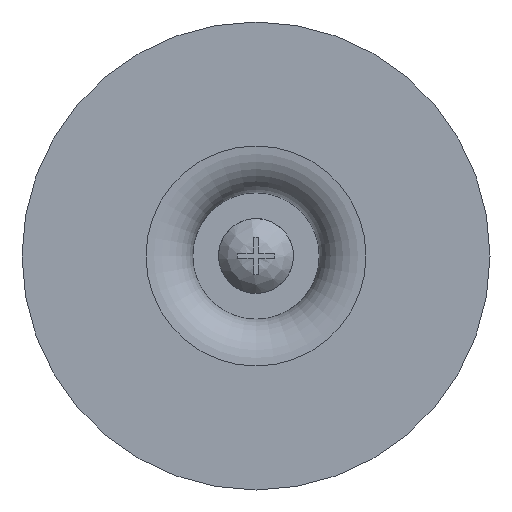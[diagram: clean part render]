
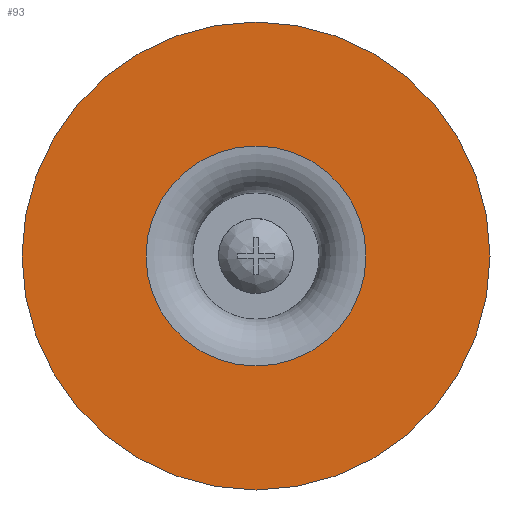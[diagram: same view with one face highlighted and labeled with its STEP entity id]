
A CAD part, front view. The second image highlights one B-rep face of the part: STEP entity #93.
In plain terms, the highlighted planar face has unit normal (0, -1, 0).
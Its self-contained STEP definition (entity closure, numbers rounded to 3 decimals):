
#93 = ADVANCED_FACE( '', ( #215, #216 ), #217, .F. );
#215 = FACE_BOUND( '', #370, .T. );
#216 = FACE_OUTER_BOUND( '', #371, .T. );
#217 = PLANE( '', #372 );
#370 = EDGE_LOOP( '', ( #608 ) );
#371 = EDGE_LOOP( '', ( #609 ) );
#372 = AXIS2_PLACEMENT_3D( '', #610, #611, #612 );
#608 = ORIENTED_EDGE( '', *, *, #925, .F. );
#609 = ORIENTED_EDGE( '', *, *, #907, .T. );
#610 = CARTESIAN_POINT( '', ( 25., 0., 0. ) );
#611 = DIRECTION( '', ( 0., 1., 0. ) );
#612 = DIRECTION( '', ( 0., 0., 1. ) );
#907 = EDGE_CURVE( '', #1069, #1069, #1070, .T. );
#925 = EDGE_CURVE( '', #1098, #1098, #1099, .T. );
#1069 = VERTEX_POINT( '', #1345 );
#1070 = CIRCLE( '', #1346, 25. );
#1098 = VERTEX_POINT( '', #1391 );
#1099 = CIRCLE( '', #1392, 11.75 );
#1345 = CARTESIAN_POINT( '', ( 0., 0., -25. ) );
#1346 = AXIS2_PLACEMENT_3D( '', #1607, #1608, #1609 );
#1391 = CARTESIAN_POINT( '', ( 0., 0., -11.75 ) );
#1392 = AXIS2_PLACEMENT_3D( '', #1629, #1630, #1631 );
#1607 = CARTESIAN_POINT( '', ( 0., 0., 0. ) );
#1608 = DIRECTION( '', ( 0., -1., 0. ) );
#1609 = DIRECTION( '', ( 0., 0., -1. ) );
#1629 = CARTESIAN_POINT( '', ( 0., 0., 0. ) );
#1630 = DIRECTION( '', ( 0., -1., 0. ) );
#1631 = DIRECTION( '', ( 0., 0., -1. ) );
